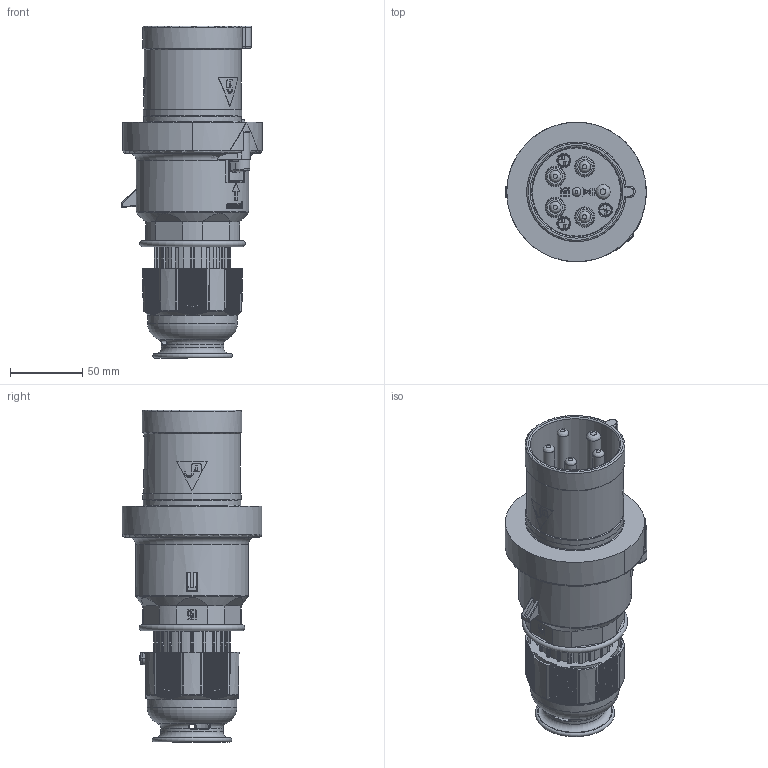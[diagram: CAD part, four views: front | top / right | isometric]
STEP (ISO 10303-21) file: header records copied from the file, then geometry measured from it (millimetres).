
FILE_DESCRIPTION(/* description */ (''),/* implementation_level */ '2;1');
FILE_NAME(/* name */ '2155.stp',/* time_stamp */ '2023-09-14T11:11:11+02:00',/* author */ ('massmann'),/* organization */ (''),/* preprocessor_version */ 'ST-DEVELOPER v17',/* originating_system */ 'Autodesk Inventor 2018',/* authorisation */ '');
FILE_SCHEMA (('AUTOMOTIVE_DESIGN { 1 0 10303 214 3 1 1 }'));
Products named in the file (1): 2155
Bounding box: 97.25 x 96.5 x 229.5 mm (x, y, z)
Volume: 693280.8 mm3; surface area: 102622.9 mm2
Topology: 1 solids, 1 shells, 1382 faces, 3820 edges, 2505 vertices
Faces by surface type: plane 758, bspline 247, cylinder 244, torus 83, sphere 26, cone 24
Full cylindrical faces by diameter (mm): 0.316 x1, 0.507 x1, 5.6 x1, 6 x2, 8 x4, 10 x1, 37 x1, 43 x1, 62 x2, 67 x1, 67.286 x1, 68.026 x1, 78 x1
Entity records: 54343 total; most frequent: CARTESIAN_POINT 19883, ORIENTED_EDGE 7626, DIRECTION 5883, EDGE_CURVE 3813, VERTEX_POINT 2505, AXIS2_PLACEMENT_3D 1992, LINE 1899, VECTOR 1899
